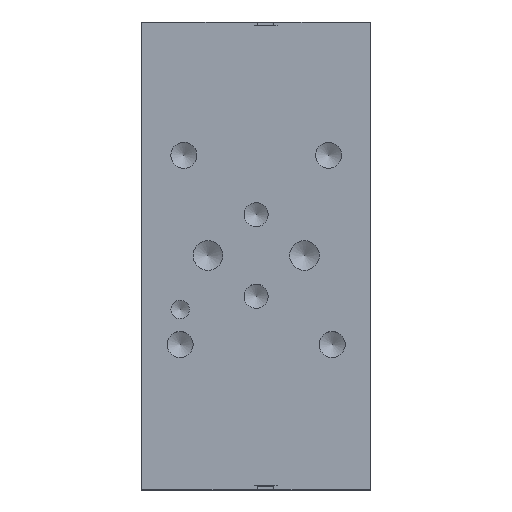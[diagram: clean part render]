
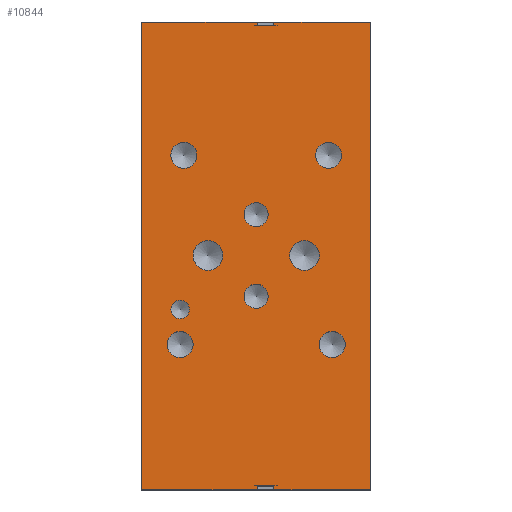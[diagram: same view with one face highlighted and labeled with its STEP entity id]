
A CAD part, top view. The second image highlights one B-rep face of the part: STEP entity #10844.
In plain terms, the highlighted planar face has unit normal (0, 0, 1).
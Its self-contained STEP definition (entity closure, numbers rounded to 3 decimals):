
#138=CIRCLE('',#11308,2.781);
#139=CIRCLE('',#11309,2.781);
#140=CIRCLE('',#11310,2.781);
#141=CIRCLE('',#11311,2.781);
#142=CIRCLE('',#11312,2.781);
#143=CIRCLE('',#11313,2.781);
#144=CIRCLE('',#11314,2.781);
#145=CIRCLE('',#11315,2.781);
#146=CIRCLE('',#11316,1.981);
#147=CIRCLE('',#11317,1.981);
#148=CIRCLE('',#11318,3.175);
#149=CIRCLE('',#11319,3.175);
#150=CIRCLE('',#11320,3.175);
#151=CIRCLE('',#11321,3.175);
#152=CIRCLE('',#11322,2.578);
#153=CIRCLE('',#11323,2.578);
#154=CIRCLE('',#11324,2.578);
#155=CIRCLE('',#11325,2.578);
#812=FACE_BOUND('',#1945,.T.);
#813=FACE_BOUND('',#1946,.T.);
#814=FACE_BOUND('',#1947,.T.);
#815=FACE_BOUND('',#1948,.T.);
#816=FACE_BOUND('',#1949,.T.);
#817=FACE_BOUND('',#1950,.T.);
#818=FACE_BOUND('',#1951,.T.);
#819=FACE_BOUND('',#1952,.T.);
#820=FACE_BOUND('',#1953,.T.);
#1355=FACE_OUTER_BOUND('',#1944,.T.);
#1944=EDGE_LOOP('',(#9372,#9373,#9374,#9375,#9376,#9377,#9378,#9379,#9380,
#9381,#9382,#9383));
#1945=EDGE_LOOP('',(#9384,#9385));
#1946=EDGE_LOOP('',(#9386,#9387));
#1947=EDGE_LOOP('',(#9388,#9389));
#1948=EDGE_LOOP('',(#9390,#9391));
#1949=EDGE_LOOP('',(#9392,#9393));
#1950=EDGE_LOOP('',(#9394,#9395));
#1951=EDGE_LOOP('',(#9396,#9397));
#1952=EDGE_LOOP('',(#9398,#9399));
#1953=EDGE_LOOP('',(#9400,#9401));
#2366=LINE('',#14250,#3371);
#2940=LINE('',#18612,#3945);
#2941=LINE('',#18616,#3946);
#2942=LINE('',#18619,#3947);
#2952=LINE('',#18682,#3957);
#2955=LINE('',#18686,#3960);
#2956=LINE('',#18690,#3961);
#2957=LINE('',#18698,#3962);
#2958=LINE('',#18701,#3963);
#2968=LINE('',#18759,#3973);
#2969=LINE('',#18761,#3974);
#2970=LINE('',#18762,#3975);
#3371=VECTOR('',#12013,10.);
#3945=VECTOR('',#13037,10.);
#3946=VECTOR('',#13040,10.);
#3947=VECTOR('',#13045,10.);
#3957=VECTOR('',#13117,10.);
#3960=VECTOR('',#13120,10.);
#3961=VECTOR('',#13123,10.);
#3962=VECTOR('',#13132,10.);
#3963=VECTOR('',#13135,10.);
#3973=VECTOR('',#13203,10.);
#3974=VECTOR('',#13204,10.);
#3975=VECTOR('',#13205,10.);
#4261=VERTEX_POINT('',#14247);
#4262=VERTEX_POINT('',#14249);
#4928=VERTEX_POINT('',#18610);
#4929=VERTEX_POINT('',#18611);
#4930=VERTEX_POINT('',#18613);
#4931=VERTEX_POINT('',#18615);
#4953=VERTEX_POINT('',#18681);
#4955=VERTEX_POINT('',#18688);
#4956=VERTEX_POINT('',#18689);
#4959=VERTEX_POINT('',#18697);
#4960=VERTEX_POINT('',#18699);
#4980=VERTEX_POINT('',#18760);
#4981=VERTEX_POINT('',#18763);
#4982=VERTEX_POINT('',#18764);
#4983=VERTEX_POINT('',#18767);
#4984=VERTEX_POINT('',#18768);
#4985=VERTEX_POINT('',#18771);
#4986=VERTEX_POINT('',#18772);
#4987=VERTEX_POINT('',#18775);
#4988=VERTEX_POINT('',#18776);
#4989=VERTEX_POINT('',#18779);
#4990=VERTEX_POINT('',#18780);
#4991=VERTEX_POINT('',#18783);
#4992=VERTEX_POINT('',#18784);
#4993=VERTEX_POINT('',#18787);
#4994=VERTEX_POINT('',#18788);
#4995=VERTEX_POINT('',#18791);
#4996=VERTEX_POINT('',#18792);
#4997=VERTEX_POINT('',#18795);
#4998=VERTEX_POINT('',#18796);
#5422=EDGE_CURVE('',#4262,#4261,#2366,.T.);
#6406=EDGE_CURVE('',#4928,#4929,#2940,.T.);
#6408=EDGE_CURVE('',#4931,#4930,#2941,.T.);
#6410=EDGE_CURVE('',#4930,#4928,#2942,.T.);
#6440=EDGE_CURVE('',#4953,#4931,#2952,.T.);
#6443=EDGE_CURVE('',#4929,#4262,#2955,.T.);
#6444=EDGE_CURVE('',#4955,#4956,#2956,.T.);
#6448=EDGE_CURVE('',#4959,#4955,#2957,.T.);
#6450=EDGE_CURVE('',#4956,#4960,#2958,.T.);
#6478=EDGE_CURVE('',#4261,#4959,#2968,.T.);
#6479=EDGE_CURVE('',#4960,#4980,#2969,.T.);
#6480=EDGE_CURVE('',#4980,#4953,#2970,.T.);
#6481=EDGE_CURVE('',#4981,#4982,#138,.T.);
#6482=EDGE_CURVE('',#4982,#4981,#139,.T.);
#6483=EDGE_CURVE('',#4983,#4984,#140,.T.);
#6484=EDGE_CURVE('',#4984,#4983,#141,.T.);
#6485=EDGE_CURVE('',#4985,#4986,#142,.T.);
#6486=EDGE_CURVE('',#4986,#4985,#143,.T.);
#6487=EDGE_CURVE('',#4987,#4988,#144,.T.);
#6488=EDGE_CURVE('',#4988,#4987,#145,.T.);
#6489=EDGE_CURVE('',#4989,#4990,#146,.T.);
#6490=EDGE_CURVE('',#4990,#4989,#147,.T.);
#6491=EDGE_CURVE('',#4991,#4992,#148,.T.);
#6492=EDGE_CURVE('',#4992,#4991,#149,.T.);
#6493=EDGE_CURVE('',#4993,#4994,#150,.T.);
#6494=EDGE_CURVE('',#4994,#4993,#151,.T.);
#6495=EDGE_CURVE('',#4995,#4996,#152,.T.);
#6496=EDGE_CURVE('',#4996,#4995,#153,.T.);
#6497=EDGE_CURVE('',#4997,#4998,#154,.T.);
#6498=EDGE_CURVE('',#4998,#4997,#155,.T.);
#9372=ORIENTED_EDGE('',*,*,#6406,.T.);
#9373=ORIENTED_EDGE('',*,*,#6443,.T.);
#9374=ORIENTED_EDGE('',*,*,#5422,.T.);
#9375=ORIENTED_EDGE('',*,*,#6478,.T.);
#9376=ORIENTED_EDGE('',*,*,#6448,.T.);
#9377=ORIENTED_EDGE('',*,*,#6444,.T.);
#9378=ORIENTED_EDGE('',*,*,#6450,.T.);
#9379=ORIENTED_EDGE('',*,*,#6479,.T.);
#9380=ORIENTED_EDGE('',*,*,#6480,.T.);
#9381=ORIENTED_EDGE('',*,*,#6440,.T.);
#9382=ORIENTED_EDGE('',*,*,#6408,.T.);
#9383=ORIENTED_EDGE('',*,*,#6410,.T.);
#9384=ORIENTED_EDGE('',*,*,#6481,.T.);
#9385=ORIENTED_EDGE('',*,*,#6482,.T.);
#9386=ORIENTED_EDGE('',*,*,#6483,.T.);
#9387=ORIENTED_EDGE('',*,*,#6484,.T.);
#9388=ORIENTED_EDGE('',*,*,#6485,.T.);
#9389=ORIENTED_EDGE('',*,*,#6486,.T.);
#9390=ORIENTED_EDGE('',*,*,#6487,.T.);
#9391=ORIENTED_EDGE('',*,*,#6488,.T.);
#9392=ORIENTED_EDGE('',*,*,#6489,.T.);
#9393=ORIENTED_EDGE('',*,*,#6490,.T.);
#9394=ORIENTED_EDGE('',*,*,#6491,.T.);
#9395=ORIENTED_EDGE('',*,*,#6492,.T.);
#9396=ORIENTED_EDGE('',*,*,#6493,.T.);
#9397=ORIENTED_EDGE('',*,*,#6494,.T.);
#9398=ORIENTED_EDGE('',*,*,#6495,.T.);
#9399=ORIENTED_EDGE('',*,*,#6496,.T.);
#9400=ORIENTED_EDGE('',*,*,#6497,.T.);
#9401=ORIENTED_EDGE('',*,*,#6498,.T.);
#9852=PLANE('',#11307);
#10844=ADVANCED_FACE('',(#1355,#812,#813,#814,#815,#816,#817,#818,#819,
#820),#9852,.T.);
#11307=AXIS2_PLACEMENT_3D('',#18758,#13201,#13202);
#11308=AXIS2_PLACEMENT_3D('',#18765,#13206,#13207);
#11309=AXIS2_PLACEMENT_3D('',#18766,#13208,#13209);
#11310=AXIS2_PLACEMENT_3D('',#18769,#13210,#13211);
#11311=AXIS2_PLACEMENT_3D('',#18770,#13212,#13213);
#11312=AXIS2_PLACEMENT_3D('',#18773,#13214,#13215);
#11313=AXIS2_PLACEMENT_3D('',#18774,#13216,#13217);
#11314=AXIS2_PLACEMENT_3D('',#18777,#13218,#13219);
#11315=AXIS2_PLACEMENT_3D('',#18778,#13220,#13221);
#11316=AXIS2_PLACEMENT_3D('',#18781,#13222,#13223);
#11317=AXIS2_PLACEMENT_3D('',#18782,#13224,#13225);
#11318=AXIS2_PLACEMENT_3D('',#18785,#13226,#13227);
#11319=AXIS2_PLACEMENT_3D('',#18786,#13228,#13229);
#11320=AXIS2_PLACEMENT_3D('',#18789,#13230,#13231);
#11321=AXIS2_PLACEMENT_3D('',#18790,#13232,#13233);
#11322=AXIS2_PLACEMENT_3D('',#18793,#13234,#13235);
#11323=AXIS2_PLACEMENT_3D('',#18794,#13236,#13237);
#11324=AXIS2_PLACEMENT_3D('',#18797,#13238,#13239);
#11325=AXIS2_PLACEMENT_3D('',#18798,#13240,#13241);
#12013=DIRECTION('',(0.,-1.,0.));
#13037=DIRECTION('',(0.,1.,0.));
#13040=DIRECTION('',(0.,-1.,0.));
#13045=DIRECTION('',(-1.,0.,0.));
#13117=DIRECTION('',(-1.,0.,0.));
#13120=DIRECTION('',(-1.,0.,0.));
#13123=DIRECTION('',(1.,0.,0.));
#13132=DIRECTION('',(0.,1.,0.));
#13135=DIRECTION('',(0.,-1.,0.));
#13201=DIRECTION('center_axis',(0.,0.,1.));
#13202=DIRECTION('ref_axis',(1.,0.,0.));
#13203=DIRECTION('',(1.,0.,0.));
#13204=DIRECTION('',(1.,0.,0.));
#13205=DIRECTION('',(0.,1.,0.));
#13206=DIRECTION('center_axis',(0.,0.,-1.));
#13207=DIRECTION('ref_axis',(1.,0.,0.));
#13208=DIRECTION('center_axis',(0.,0.,-1.));
#13209=DIRECTION('ref_axis',(1.,0.,0.));
#13210=DIRECTION('center_axis',(0.,0.,-1.));
#13211=DIRECTION('ref_axis',(1.,0.,0.));
#13212=DIRECTION('center_axis',(0.,0.,-1.));
#13213=DIRECTION('ref_axis',(1.,0.,0.));
#13214=DIRECTION('center_axis',(0.,0.,-1.));
#13215=DIRECTION('ref_axis',(1.,0.,0.));
#13216=DIRECTION('center_axis',(0.,0.,-1.));
#13217=DIRECTION('ref_axis',(1.,0.,0.));
#13218=DIRECTION('center_axis',(0.,0.,-1.));
#13219=DIRECTION('ref_axis',(1.,0.,0.));
#13220=DIRECTION('center_axis',(0.,0.,-1.));
#13221=DIRECTION('ref_axis',(1.,0.,0.));
#13222=DIRECTION('center_axis',(0.,0.,-1.));
#13223=DIRECTION('ref_axis',(1.,0.,0.));
#13224=DIRECTION('center_axis',(0.,0.,-1.));
#13225=DIRECTION('ref_axis',(1.,0.,0.));
#13226=DIRECTION('center_axis',(0.,0.,-1.));
#13227=DIRECTION('ref_axis',(1.,0.,0.));
#13228=DIRECTION('center_axis',(0.,0.,-1.));
#13229=DIRECTION('ref_axis',(1.,0.,0.));
#13230=DIRECTION('center_axis',(0.,0.,-1.));
#13231=DIRECTION('ref_axis',(1.,0.,0.));
#13232=DIRECTION('center_axis',(0.,0.,-1.));
#13233=DIRECTION('ref_axis',(1.,0.,0.));
#13234=DIRECTION('center_axis',(0.,0.,-1.));
#13235=DIRECTION('ref_axis',(1.,0.,0.));
#13236=DIRECTION('center_axis',(0.,0.,-1.));
#13237=DIRECTION('ref_axis',(1.,0.,0.));
#13238=DIRECTION('center_axis',(0.,0.,-1.));
#13239=DIRECTION('ref_axis',(1.,0.,0.));
#13240=DIRECTION('center_axis',(0.,0.,-1.));
#13241=DIRECTION('ref_axis',(1.,0.,0.));
#14247=CARTESIAN_POINT('',(0.,0.,40.132));
#14249=CARTESIAN_POINT('',(0.,100.076,40.132));
#14250=CARTESIAN_POINT('',(0.,100.076,40.132));
#18610=CARTESIAN_POINT('',(24.82,99.289,40.132));
#18611=CARTESIAN_POINT('',(24.82,100.076,40.132));
#18612=CARTESIAN_POINT('',(24.82,99.682,40.132));
#18613=CARTESIAN_POINT('',(28.316,99.289,40.132));
#18615=CARTESIAN_POINT('',(28.316,100.076,40.132));
#18616=CARTESIAN_POINT('',(28.316,99.682,40.132));
#18619=CARTESIAN_POINT('',(30.702,99.289,40.132));
#18681=CARTESIAN_POINT('',(49.022,100.076,40.132));
#18682=CARTESIAN_POINT('',(49.022,100.076,40.132));
#18686=CARTESIAN_POINT('',(49.022,100.076,40.132));
#18688=CARTESIAN_POINT('',(24.8,0.787,40.132));
#18689=CARTESIAN_POINT('',(28.337,0.787,40.132));
#18690=CARTESIAN_POINT('',(30.702,0.787,40.132));
#18697=CARTESIAN_POINT('',(24.8,0.,40.132));
#18698=CARTESIAN_POINT('',(24.8,0.394,40.132));
#18699=CARTESIAN_POINT('',(28.337,0.,40.132));
#18701=CARTESIAN_POINT('',(28.337,0.394,40.132));
#18758=CARTESIAN_POINT('Origin',(24.511,50.038,40.132));
#18759=CARTESIAN_POINT('',(0.,0.,40.132));
#18760=CARTESIAN_POINT('',(49.022,0.,40.132));
#18761=CARTESIAN_POINT('',(0.,0.,40.132));
#18762=CARTESIAN_POINT('',(49.022,0.,40.132));
#18763=CARTESIAN_POINT('',(11.062,31.064,40.132));
#18764=CARTESIAN_POINT('',(5.499,31.064,40.132));
#18765=CARTESIAN_POINT('Origin',(8.28,31.064,40.132));
#18766=CARTESIAN_POINT('Origin',(8.28,31.064,40.132));
#18767=CARTESIAN_POINT('',(42.812,71.552,40.132));
#18768=CARTESIAN_POINT('',(37.249,71.552,40.132));
#18769=CARTESIAN_POINT('Origin',(40.03,71.552,40.132));
#18770=CARTESIAN_POINT('Origin',(40.03,71.552,40.132));
#18771=CARTESIAN_POINT('',(11.849,71.552,40.132));
#18772=CARTESIAN_POINT('',(6.287,71.552,40.132));
#18773=CARTESIAN_POINT('Origin',(9.068,71.552,40.132));
#18774=CARTESIAN_POINT('Origin',(9.068,71.552,40.132));
#18775=CARTESIAN_POINT('',(43.599,31.064,40.132));
#18776=CARTESIAN_POINT('',(38.037,31.064,40.132));
#18777=CARTESIAN_POINT('Origin',(40.818,31.064,40.132));
#18778=CARTESIAN_POINT('Origin',(40.818,31.064,40.132));
#18779=CARTESIAN_POINT('',(10.262,38.557,40.132));
#18780=CARTESIAN_POINT('',(6.299,38.557,40.132));
#18781=CARTESIAN_POINT('Origin',(8.28,38.557,40.132));
#18782=CARTESIAN_POINT('Origin',(8.28,38.557,40.132));
#18783=CARTESIAN_POINT('',(38.049,50.114,40.132));
#18784=CARTESIAN_POINT('',(31.699,50.114,40.132));
#18785=CARTESIAN_POINT('Origin',(34.874,50.114,40.132));
#18786=CARTESIAN_POINT('Origin',(34.874,50.114,40.132));
#18787=CARTESIAN_POINT('',(17.399,50.114,40.132));
#18788=CARTESIAN_POINT('',(11.049,50.114,40.132));
#18789=CARTESIAN_POINT('Origin',(14.224,50.114,40.132));
#18790=CARTESIAN_POINT('Origin',(14.224,50.114,40.132));
#18791=CARTESIAN_POINT('',(27.115,41.377,40.132));
#18792=CARTESIAN_POINT('',(21.958,41.377,40.132));
#18793=CARTESIAN_POINT('Origin',(24.536,41.377,40.132));
#18794=CARTESIAN_POINT('Origin',(24.536,41.377,40.132));
#18795=CARTESIAN_POINT('',(27.115,58.852,40.132));
#18796=CARTESIAN_POINT('',(21.958,58.852,40.132));
#18797=CARTESIAN_POINT('Origin',(24.536,58.852,40.132));
#18798=CARTESIAN_POINT('Origin',(24.536,58.852,40.132));
